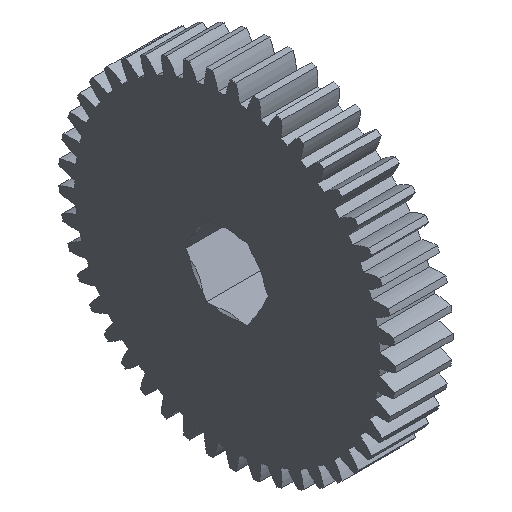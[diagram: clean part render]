
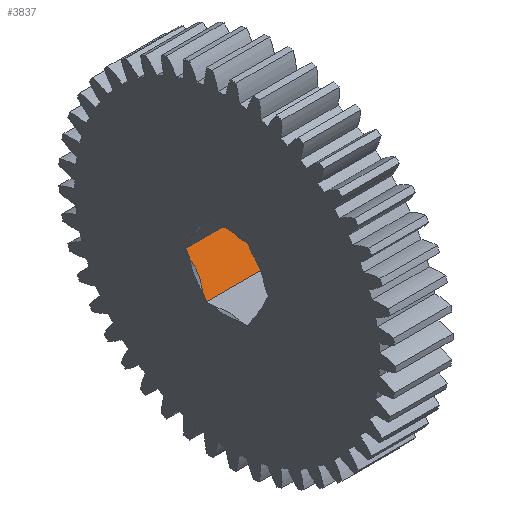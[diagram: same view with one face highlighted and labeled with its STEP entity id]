
A CAD part, isometric view. The second image highlights one B-rep face of the part: STEP entity #3837.
In plain terms, the highlighted planar face has unit normal (0, -0.866, 0.5).
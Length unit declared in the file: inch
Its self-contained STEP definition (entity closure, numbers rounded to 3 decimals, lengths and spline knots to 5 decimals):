
#17=PLANE($,#4418);
#27=(
BOUNDED_CURVE()
B_SPLINE_CURVE(2,(#5868,#5869,#5870),.UNSPECIFIED.,.F.,.F.)
B_SPLINE_CURVE_WITH_KNOTS((3,3),(-0.71391,-0.21027),
 .UNSPECIFIED.)
CURVE()
GEOMETRIC_REPRESENTATION_ITEM()
RATIONAL_B_SPLINE_CURVE((1.076,1.141,1.076))
REPRESENTATION_ITEM($)
);
#30=(
BOUNDED_CURVE()
B_SPLINE_CURVE(2,(#5889,#5890,#5891),.UNSPECIFIED.,.F.,.F.)
B_SPLINE_CURVE_WITH_KNOTS((3,3),(-0.71391,-0.21027),
 .UNSPECIFIED.)
CURVE()
GEOMETRIC_REPRESENTATION_ITEM()
RATIONAL_B_SPLINE_CURVE((1.076,1.141,1.076))
REPRESENTATION_ITEM($)
);
#45=LINE($,#6614,#255);
#46=LINE($,#6616,#256);
#238=LINE($,#7001,#448);
#239=LINE($,#7002,#449);
#240=LINE($,#7012,#450);
#242=LINE($,#7015,#452);
#255=VECTOR($,#5216,0.05645);
#256=VECTOR($,#5217,0.05645);
#448=VECTOR($,#5767,0.05645);
#449=VECTOR($,#5768,0.05645);
#450=VECTOR($,#5775,0.42);
#452=VECTOR($,#5779,0.42);
#840=FACE_OUTER_BOUND($,#1048,.T.);
#1048=EDGE_LOOP($,(#3585,#3586,#3587,#3588,#3589,#3590,#3591,#3592));
#1455=VERTEX_POINT($,#5866);
#1456=VERTEX_POINT($,#5867);
#1461=VERTEX_POINT($,#5887);
#1462=VERTEX_POINT($,#5888);
#1813=VERTEX_POINT($,#6612);
#1814=VERTEX_POINT($,#6615);
#1821=VERTEX_POINT($,#6982);
#1828=VERTEX_POINT($,#6999);
#1856=EDGE_CURVE($,#1455,#1456,#27,.T.);
#1862=EDGE_CURVE($,#1461,#1462,#30,.T.);
#2223=EDGE_CURVE($,#1456,#1813,#45,.T.);
#2224=EDGE_CURVE($,#1814,#1455,#46,.T.);
#2418=EDGE_CURVE($,#1828,#1462,#238,.T.);
#2419=EDGE_CURVE($,#1461,#1821,#239,.T.);
#2422=EDGE_CURVE($,#1821,#1813,#240,.T.);
#2424=EDGE_CURVE($,#1828,#1814,#242,.T.);
#3585=ORIENTED_EDGE($,*,*,#1862,.T.);
#3586=ORIENTED_EDGE($,*,*,#2418,.F.);
#3587=ORIENTED_EDGE($,*,*,#2424,.T.);
#3588=ORIENTED_EDGE($,*,*,#2224,.T.);
#3589=ORIENTED_EDGE($,*,*,#1856,.T.);
#3590=ORIENTED_EDGE($,*,*,#2223,.T.);
#3591=ORIENTED_EDGE($,*,*,#2422,.F.);
#3592=ORIENTED_EDGE($,*,*,#2419,.F.);
#3837=ADVANCED_FACE($,(#840),#17,.F.);
#4418=AXIS2_PLACEMENT_3D($,#7014,#5777,#5778);
#5216=DIRECTION($,(0.,-0.5,-0.866));
#5217=DIRECTION($,(0.,-0.5,-0.866));
#5767=DIRECTION($,(0.,-0.5,-0.866));
#5768=DIRECTION($,(0.,-0.5,-0.866));
#5775=DIRECTION($,(-1.,0.,0.));
#5777=DIRECTION('center_axis',(0.,0.866,-0.5));
#5778=DIRECTION('ref_axis',(0.,0.5,0.866));
#5779=DIRECTION($,(-1.,0.,0.));
#5866=CARTESIAN_POINT('',(0.,0.26045,-0.04888));
#5867=CARTESIAN_POINT('',(0.,0.17256,-0.20112));
#5868=CARTESIAN_POINT('Ctrl Pts',(0.,0.26045,
-0.04888));
#5869=CARTESIAN_POINT('Ctrl Pts',(0.02915,0.21651,-0.125));
#5870=CARTESIAN_POINT('Ctrl Pts',(0.,0.17256,
-0.20112));
#5887=CARTESIAN_POINT('',(0.42,0.17256,-0.20112));
#5888=CARTESIAN_POINT('',(0.42,0.26045,-0.04888));
#5889=CARTESIAN_POINT('Ctrl Pts',(0.42,0.17256,-0.20112));
#5890=CARTESIAN_POINT('Ctrl Pts',(0.39085,0.21651,-0.125));
#5891=CARTESIAN_POINT('Ctrl Pts',(0.42,0.26045,-0.04888));
#6612=CARTESIAN_POINT('',(0.,0.14434,-0.25));
#6614=CARTESIAN_POINT($,(0.,0.28868,0.));
#6615=CARTESIAN_POINT('',(0.,0.28868,0.));
#6616=CARTESIAN_POINT($,(0.,0.28868,0.));
#6982=CARTESIAN_POINT('',(0.42,0.14434,-0.25));
#6999=CARTESIAN_POINT('',(0.42,0.28868,0.));
#7001=CARTESIAN_POINT($,(0.42,0.28868,0.));
#7002=CARTESIAN_POINT($,(0.42,0.28868,0.));
#7012=CARTESIAN_POINT($,(0.42,0.14434,-0.25));
#7014=CARTESIAN_POINT('Origin',(0.42,0.28868,0.));
#7015=CARTESIAN_POINT($,(0.42,0.28868,0.));
